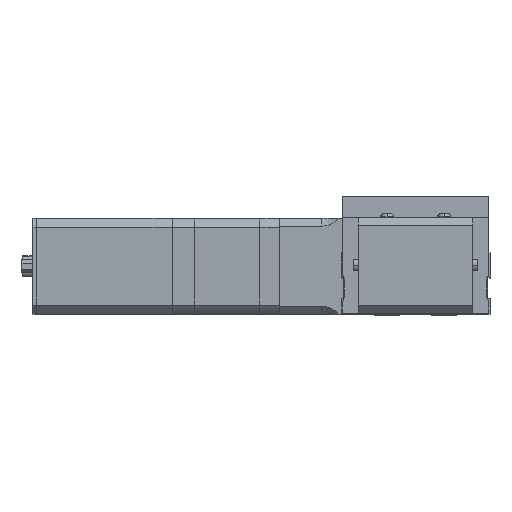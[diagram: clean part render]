
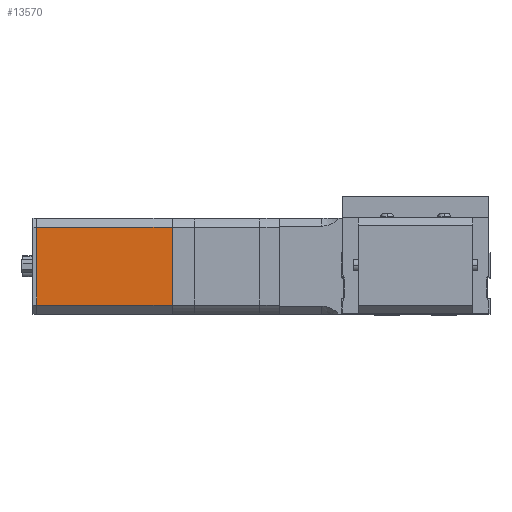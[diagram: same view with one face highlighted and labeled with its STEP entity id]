
A CAD part, top view. The second image highlights one B-rep face of the part: STEP entity #13570.
In plain terms, the highlighted face is planar.
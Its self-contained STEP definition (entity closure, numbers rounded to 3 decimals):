
#77 = VERTEX_POINT ( 'NONE', #24263 ) ;
#106 = DIRECTION ( 'NONE',  ( 0., 0., 1. ) ) ;
#1905 = VERTEX_POINT ( 'NONE', #7700 ) ;
#2870 = VECTOR ( 'NONE', #4185, 1000. ) ;
#4185 = DIRECTION ( 'NONE',  ( 0., 0., 1. ) ) ;
#4606 = AXIS2_PLACEMENT_3D ( 'NONE', #19697, #18154, #11973 ) ;
#4728 = CARTESIAN_POINT ( 'NONE',  ( -31., 17., -47. ) ) ;
#4978 = VECTOR ( 'NONE', #9325, 1000. ) ;
#7700 = CARTESIAN_POINT ( 'NONE',  ( -31., 17., -106.25 ) ) ;
#7900 = EDGE_CURVE ( 'NONE', #77, #1905, #25106, .T. ) ;
#8408 = PLANE ( 'NONE',  #4606 ) ;
#8568 = EDGE_CURVE ( 'NONE', #17669, #11770, #17977, .T. ) ;
#9325 = DIRECTION ( 'NONE',  ( 0., 1., 0. ) ) ;
#9862 = CARTESIAN_POINT ( 'NONE',  ( -31., -17., -47. ) ) ;
#9928 = VECTOR ( 'NONE', #106, 1000. ) ;
#10204 = FACE_OUTER_BOUND ( 'NONE', #12193, .T. ) ;
#11000 = CARTESIAN_POINT ( 'NONE',  ( -31., 17., -106.25 ) ) ;
#11770 = VERTEX_POINT ( 'NONE', #15585 ) ;
#11973 = DIRECTION ( 'NONE',  ( 0., 1., 0. ) ) ;
#12193 = EDGE_LOOP ( 'NONE', ( #21786, #21882, #21062, #22818 ) ) ;
#12632 = EDGE_CURVE ( 'NONE', #77, #17669, #17588, .T. ) ;
#13570 = ADVANCED_FACE ( 'NONE', ( #10204 ), #8408, .F. ) ;
#13612 = LINE ( 'NONE', #25332, #2870 ) ;
#15585 = CARTESIAN_POINT ( 'NONE',  ( -31., 17., -47. ) ) ;
#17588 = LINE ( 'NONE', #23265, #9928 ) ;
#17669 = VERTEX_POINT ( 'NONE', #9862 ) ;
#17977 = LINE ( 'NONE', #4728, #18159 ) ;
#18154 = DIRECTION ( 'NONE',  ( 1., 0., 0. ) ) ;
#18159 = VECTOR ( 'NONE', #18258, 1000. ) ;
#18258 = DIRECTION ( 'NONE',  ( 0., 1., 0. ) ) ;
#19697 = CARTESIAN_POINT ( 'NONE',  ( -31., 17., -106.25 ) ) ;
#21062 = ORIENTED_EDGE ( 'NONE', *, *, #7900, .F. ) ;
#21786 = ORIENTED_EDGE ( 'NONE', *, *, #8568, .T. ) ;
#21882 = ORIENTED_EDGE ( 'NONE', *, *, #24280, .F. ) ;
#22818 = ORIENTED_EDGE ( 'NONE', *, *, #12632, .T. ) ;
#23265 = CARTESIAN_POINT ( 'NONE',  ( -31., -17., -106.25 ) ) ;
#24263 = CARTESIAN_POINT ( 'NONE',  ( -31., -17., -106.25 ) ) ;
#24280 = EDGE_CURVE ( 'NONE', #1905, #11770, #13612, .T. ) ;
#25106 = LINE ( 'NONE', #11000, #4978 ) ;
#25332 = CARTESIAN_POINT ( 'NONE',  ( -31., 17., -106.25 ) ) ;
